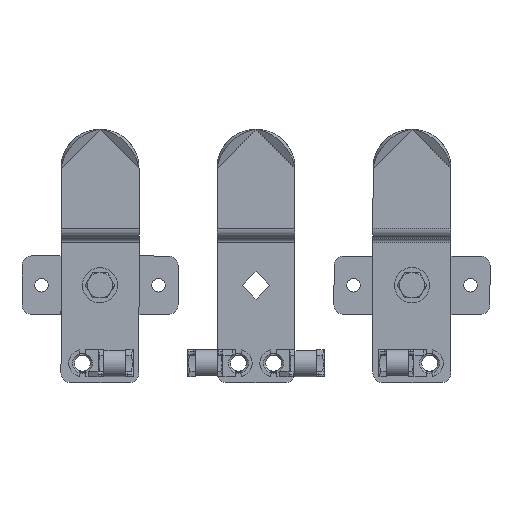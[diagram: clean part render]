
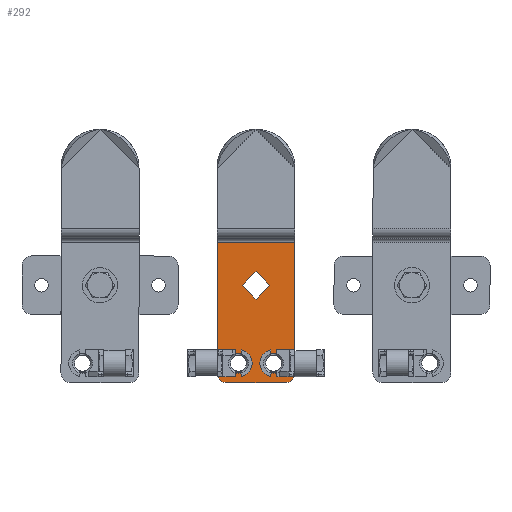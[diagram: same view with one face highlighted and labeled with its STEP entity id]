
A CAD part, left-side view. The second image highlights one B-rep face of the part: STEP entity #292.
In plain terms, the highlighted face is planar.
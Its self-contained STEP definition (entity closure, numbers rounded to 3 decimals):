
#20 = AXIS2_PLACEMENT_3D ( 'NONE', #1929, #1930, #1931 ) ;
#44 = CIRCLE ( 'NONE', #7015, 5.1 ) ;
#153 = AXIS2_PLACEMENT_3D ( 'NONE', #1619, #1620, #1621 ) ;
#155 = CIRCLE ( 'NONE', #153, 5.1 ) ;
#189 = EDGE_CURVE ( 'NONE', #362, #382, #155, .T. ) ;
#285 = EDGE_CURVE ( 'NONE', #381, #386, #4409, .T. ) ;
#292 = ADVANCED_FACE ( 'NONE', ( #4401, #4415, #4416, #4417 ), #1928, .F. ) ;
#306 = EDGE_CURVE ( 'NONE', #356, #352, #44, .T. ) ;
#339 = EDGE_LOOP ( 'NONE', ( #4130, #4126, #4127, #4131 ) ) ;
#340 = EDGE_LOOP ( 'NONE', ( #4133, #4135 ) ) ;
#341 = EDGE_LOOP ( 'NONE', ( #4132, #4136 ) ) ;
#342 = EDGE_LOOP ( 'NONE', ( #4134, #4138, #4137, #4139, #4140, #4141 ) ) ;
#350 = VERTEX_POINT ( 'NONE', #1998 ) ;
#352 = VERTEX_POINT ( 'NONE', #2000 ) ;
#356 = VERTEX_POINT ( 'NONE', #2004 ) ;
#361 = VERTEX_POINT ( 'NONE', #2009 ) ;
#362 = VERTEX_POINT ( 'NONE', #2010 ) ;
#363 = VERTEX_POINT ( 'NONE', #2011 ) ;
#365 = VERTEX_POINT ( 'NONE', #2013 ) ;
#368 = VERTEX_POINT ( 'NONE', #2016 ) ;
#374 = VERTEX_POINT ( 'NONE', #2022 ) ;
#381 = VERTEX_POINT ( 'NONE', #2029 ) ;
#382 = VERTEX_POINT ( 'NONE', #2030 ) ;
#386 = VERTEX_POINT ( 'NONE', #2034 ) ;
#1414 = EDGE_CURVE ( 'NONE', #368, #374, #5743, .T. ) ;
#1424 = EDGE_CURVE ( 'NONE', #361, #365, #5749, .T. ) ;
#1425 = EDGE_CURVE ( 'NONE', #363, #361, #5750, .T. ) ;
#1428 = EDGE_CURVE ( 'NONE', #350, #363, #5753, .T. ) ;
#1429 = EDGE_CURVE ( 'NONE', #365, #350, #5754, .T. ) ;
#1430 = EDGE_CURVE ( 'NONE', #352, #356, #5203, .T. ) ;
#1431 = EDGE_CURVE ( 'NONE', #382, #362, #5192, .T. ) ;
#1432 = EDGE_CURVE ( 'NONE', #4294, #386, #5194, .T. ) ;
#1433 = EDGE_CURVE ( 'NONE', #4294, #4293, #5755, .T. ) ;
#1434 = EDGE_CURVE ( 'NONE', #381, #368, #5756, .T. ) ;
#1435 = EDGE_CURVE ( 'NONE', #374, #4293, #5209, .T. ) ;
#1619 = CARTESIAN_POINT ( 'NONE',  ( -40., 3., -9. ) ) ;
#1620 = DIRECTION ( 'NONE',  ( 0., 1., 0. ) ) ;
#1621 = DIRECTION ( 'NONE',  ( 0., 0., 1. ) ) ;
#1911 = CARTESIAN_POINT ( 'NONE',  ( -50., 3., 20. ) ) ;
#1912 = DIRECTION ( 'NONE',  ( -1., 0., 0. ) ) ;
#1928 = PLANE ( 'NONE',  #20 ) ;
#1929 = CARTESIAN_POINT ( 'NONE',  ( -50., 3., 20. ) ) ;
#1930 = DIRECTION ( 'NONE',  ( 0., -1., 0. ) ) ;
#1931 = DIRECTION ( 'NONE',  ( 0., 0., -1. ) ) ;
#1995 = CARTESIAN_POINT ( 'NONE',  ( -40., 3., 9. ) ) ;
#1996 = DIRECTION ( 'NONE',  ( 0., 1., 0. ) ) ;
#1997 = DIRECTION ( 'NONE',  ( 0., 0., 1. ) ) ;
#1998 = CARTESIAN_POINT ( 'NONE',  ( 0., 3., 7.142 ) ) ;
#2000 = CARTESIAN_POINT ( 'NONE',  ( -40., 3., 14.1 ) ) ;
#2004 = CARTESIAN_POINT ( 'NONE',  ( -40., 3., 3.9 ) ) ;
#2009 = CARTESIAN_POINT ( 'NONE',  ( 0., 3., -7.142 ) ) ;
#2010 = CARTESIAN_POINT ( 'NONE',  ( -40., 3., -14.1 ) ) ;
#2011 = CARTESIAN_POINT ( 'NONE',  ( 7.142, 3., 0. ) ) ;
#2013 = CARTESIAN_POINT ( 'NONE',  ( -7.142, 3., 0. ) ) ;
#2016 = CARTESIAN_POINT ( 'NONE',  ( 21.8, 3., -20. ) ) ;
#2022 = CARTESIAN_POINT ( 'NONE',  ( -45., 3., -20. ) ) ;
#2029 = CARTESIAN_POINT ( 'NONE',  ( 21.8, 3., 20. ) ) ;
#2030 = CARTESIAN_POINT ( 'NONE',  ( -40., 3., -3.9 ) ) ;
#2034 = CARTESIAN_POINT ( 'NONE',  ( -45., 3., 20. ) ) ;
#3475 = CARTESIAN_POINT ( 'NONE',  ( -50., 3., -20. ) ) ;
#3476 = DIRECTION ( 'NONE',  ( -1., 0., 0. ) ) ;
#3499 = CARTESIAN_POINT ( 'NONE',  ( 0., 3., -7.142 ) ) ;
#3500 = DIRECTION ( 'NONE',  ( -0.707, 0., 0.707 ) ) ;
#3501 = CARTESIAN_POINT ( 'NONE',  ( 7.142, 3., 0. ) ) ;
#3502 = DIRECTION ( 'NONE',  ( -0.707, 0., -0.707 ) ) ;
#3507 = CARTESIAN_POINT ( 'NONE',  ( 0., 3., 7.142 ) ) ;
#3508 = DIRECTION ( 'NONE',  ( 0.707, 0., -0.707 ) ) ;
#4126 = ORIENTED_EDGE ( 'NONE', *, *, #1425, .F. ) ;
#4127 = ORIENTED_EDGE ( 'NONE', *, *, #1428, .F. ) ;
#4130 = ORIENTED_EDGE ( 'NONE', *, *, #1424, .F. ) ;
#4131 = ORIENTED_EDGE ( 'NONE', *, *, #1429, .F. ) ;
#4132 = ORIENTED_EDGE ( 'NONE', *, *, #1431, .F. ) ;
#4133 = ORIENTED_EDGE ( 'NONE', *, *, #1430, .F. ) ;
#4134 = ORIENTED_EDGE ( 'NONE', *, *, #1433, .F. ) ;
#4135 = ORIENTED_EDGE ( 'NONE', *, *, #306, .F. ) ;
#4136 = ORIENTED_EDGE ( 'NONE', *, *, #189, .F. ) ;
#4137 = ORIENTED_EDGE ( 'NONE', *, *, #285, .F. ) ;
#4138 = ORIENTED_EDGE ( 'NONE', *, *, #1432, .T. ) ;
#4139 = ORIENTED_EDGE ( 'NONE', *, *, #1434, .T. ) ;
#4140 = ORIENTED_EDGE ( 'NONE', *, *, #1414, .T. ) ;
#4141 = ORIENTED_EDGE ( 'NONE', *, *, #1435, .T. ) ;
#4293 = VERTEX_POINT ( 'NONE', #6667 ) ;
#4294 = VERTEX_POINT ( 'NONE', #6668 ) ;
#4401 = FACE_BOUND ( 'NONE', #339, .T. ) ;
#4409 = LINE ( 'NONE', #1911, #7020 ) ;
#4415 = FACE_BOUND ( 'NONE', #340, .T. ) ;
#4416 = FACE_BOUND ( 'NONE', #341, .T. ) ;
#4417 = FACE_OUTER_BOUND ( 'NONE', #342, .T. ) ;
#5184 = VECTOR ( 'NONE', #3476, 1000. ) ;
#5192 = CIRCLE ( 'NONE', #5207, 5.1 ) ;
#5194 = CIRCLE ( 'NONE', #5208, 5. ) ;
#5198 = VECTOR ( 'NONE', #3500, 1000. ) ;
#5199 = VECTOR ( 'NONE', #3502, 1000. ) ;
#5202 = VECTOR ( 'NONE', #3508, 1000. ) ;
#5203 = CIRCLE ( 'NONE', #5205, 5.1 ) ;
#5204 = VECTOR ( 'NONE', #6250, 1000. ) ;
#5205 = AXIS2_PLACEMENT_3D ( 'NONE', #6251, #6252, #6253 ) ;
#5207 = AXIS2_PLACEMENT_3D ( 'NONE', #6254, #6255, #6256 ) ;
#5208 = AXIS2_PLACEMENT_3D ( 'NONE', #6257, #6258, #6259 ) ;
#5209 = CIRCLE ( 'NONE', #5213, 5. ) ;
#5210 = VECTOR ( 'NONE', #6261, 1000. ) ;
#5212 = VECTOR ( 'NONE', #6263, 1000. ) ;
#5213 = AXIS2_PLACEMENT_3D ( 'NONE', #6264, #6265, #6266 ) ;
#5743 = LINE ( 'NONE', #3475, #5184 ) ;
#5749 = LINE ( 'NONE', #3499, #5198 ) ;
#5750 = LINE ( 'NONE', #3501, #5199 ) ;
#5753 = LINE ( 'NONE', #3507, #5202 ) ;
#5754 = LINE ( 'NONE', #6249, #5204 ) ;
#5755 = LINE ( 'NONE', #6260, #5210 ) ;
#5756 = LINE ( 'NONE', #6262, #5212 ) ;
#6249 = CARTESIAN_POINT ( 'NONE',  ( -7.142, 3., 0. ) ) ;
#6250 = DIRECTION ( 'NONE',  ( 0.707, 0., 0.707 ) ) ;
#6251 = CARTESIAN_POINT ( 'NONE',  ( -40., 3., 9. ) ) ;
#6252 = DIRECTION ( 'NONE',  ( 0., 1., 0. ) ) ;
#6253 = DIRECTION ( 'NONE',  ( 0., 0., 1. ) ) ;
#6254 = CARTESIAN_POINT ( 'NONE',  ( -40., 3., -9. ) ) ;
#6255 = DIRECTION ( 'NONE',  ( 0., 1., 0. ) ) ;
#6256 = DIRECTION ( 'NONE',  ( 0., 0., 1. ) ) ;
#6257 = CARTESIAN_POINT ( 'NONE',  ( -45., 3., 15. ) ) ;
#6258 = DIRECTION ( 'NONE',  ( 0., 1., 0. ) ) ;
#6259 = DIRECTION ( 'NONE',  ( 0., 0., -1. ) ) ;
#6260 = CARTESIAN_POINT ( 'NONE',  ( -50., 3., 20. ) ) ;
#6261 = DIRECTION ( 'NONE',  ( 0., 0., -1. ) ) ;
#6262 = CARTESIAN_POINT ( 'NONE',  ( 21.8, 3., -20. ) ) ;
#6263 = DIRECTION ( 'NONE',  ( 0., 0., -1. ) ) ;
#6264 = CARTESIAN_POINT ( 'NONE',  ( -45., 3., -15. ) ) ;
#6265 = DIRECTION ( 'NONE',  ( 0., 1., 0. ) ) ;
#6266 = DIRECTION ( 'NONE',  ( 0., 0., -1. ) ) ;
#6667 = CARTESIAN_POINT ( 'NONE',  ( -50., 3., -15. ) ) ;
#6668 = CARTESIAN_POINT ( 'NONE',  ( -50., 3., 15. ) ) ;
#7015 = AXIS2_PLACEMENT_3D ( 'NONE', #1995, #1996, #1997 ) ;
#7020 = VECTOR ( 'NONE', #1912, 1000. ) ;
